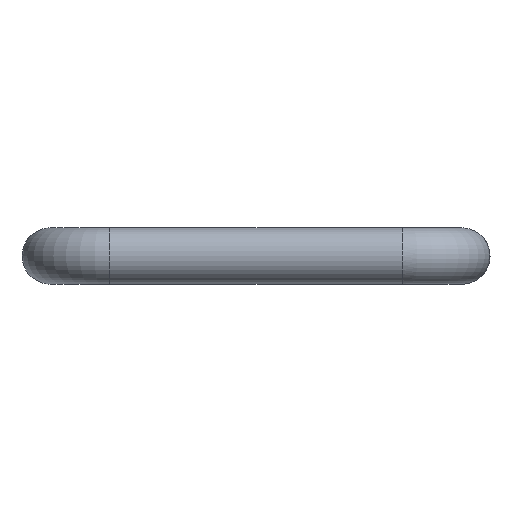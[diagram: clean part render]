
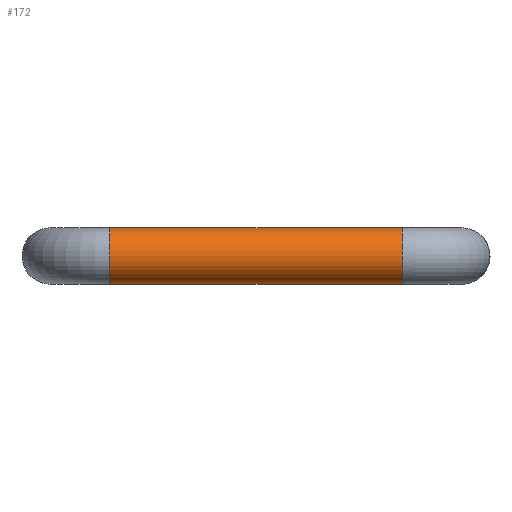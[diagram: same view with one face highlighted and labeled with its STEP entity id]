
A CAD part, left-side view. The second image highlights one B-rep face of the part: STEP entity #172.
In plain terms, the highlighted cylindrical face has radius 0.8 mm (diameter 1.6 mm), a full revolution.
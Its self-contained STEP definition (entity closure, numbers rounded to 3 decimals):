
#21=LINE('',#334,#26);
#26=VECTOR('',#281,0.8);
#31=CYLINDRICAL_SURFACE('',#216,0.8);
#40=FACE_OUTER_BOUND('',#51,.T.);
#51=EDGE_LOOP('',(#154,#155,#156,#157));
#54=CIRCLE('',#190,0.8);
#70=CIRCLE('',#209,0.8);
#73=VERTEX_POINT('',#288);
#85=VERTEX_POINT('',#318);
#88=EDGE_CURVE('',#73,#73,#54,.T.);
#104=EDGE_CURVE('',#85,#85,#70,.T.);
#111=EDGE_CURVE('',#85,#73,#21,.T.);
#154=ORIENTED_EDGE('',*,*,#104,.F.);
#155=ORIENTED_EDGE('',*,*,#111,.T.);
#156=ORIENTED_EDGE('',*,*,#88,.T.);
#157=ORIENTED_EDGE('',*,*,#111,.F.);
#172=ADVANCED_FACE('',(#40),#31,.T.);
#190=AXIS2_PLACEMENT_3D('',#289,#223,#224);
#209=AXIS2_PLACEMENT_3D('',#320,#261,#262);
#216=AXIS2_PLACEMENT_3D('',#333,#279,#280);
#223=DIRECTION('center_axis',(0.,1.,0.));
#224=DIRECTION('ref_axis',(0.,0.,1.));
#261=DIRECTION('center_axis',(0.,1.,0.));
#262=DIRECTION('ref_axis',(0.,0.,1.));
#279=DIRECTION('center_axis',(0.,1.,0.));
#280=DIRECTION('ref_axis',(-1.,0.,0.));
#281=DIRECTION('',(0.,-1.,0.));
#288=CARTESIAN_POINT('',(-51.5,-6.95,0.));
#289=CARTESIAN_POINT('Origin',(-52.3,-6.95,0.));
#318=CARTESIAN_POINT('',(-51.5,1.35,0.));
#320=CARTESIAN_POINT('Origin',(-52.3,1.35,0.));
#333=CARTESIAN_POINT('Origin',(-52.3,-6.95,0.));
#334=CARTESIAN_POINT('',(-51.5,-6.95,0.));
